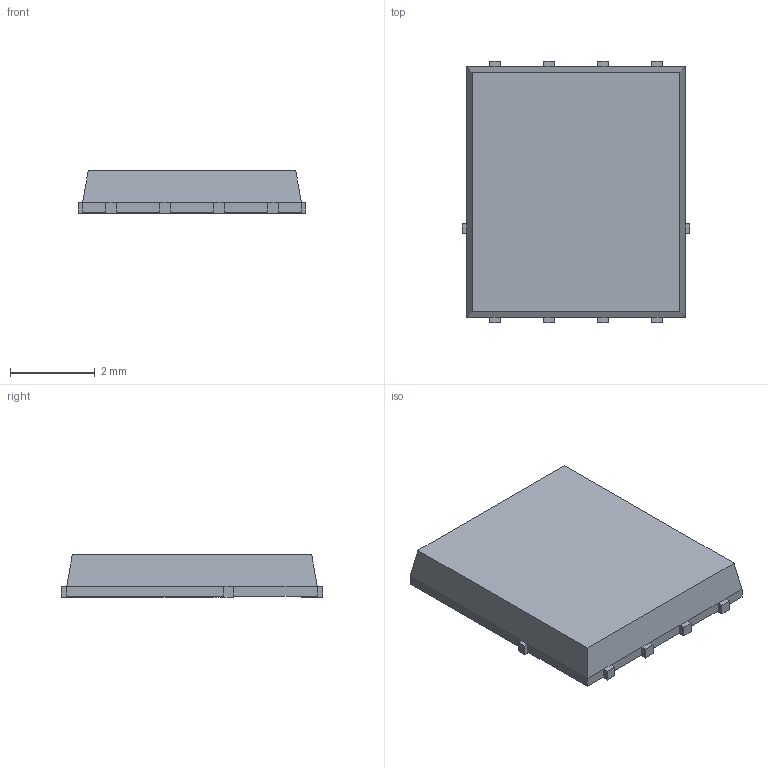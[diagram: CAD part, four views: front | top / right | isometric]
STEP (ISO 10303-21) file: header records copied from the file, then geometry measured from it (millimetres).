
FILE_DESCRIPTION(('FreeCAD Model'),'2;1');
FILE_NAME('Fusion.step','2017-03-07T11:36:19',( 'kicad StepUp'),('ksu MCAD'),'Open CASCADE STEP processor 6.8', 'FreeCAD','Unknown');
FILE_SCHEMA(('AUTOMOTIVE_DESIGN_CC2 { 1 2 10303 214 -1 1 5 4 }'));
Length unit declared in the file: millimetre
Products named in the file (2): ASSEMBLY; Fusion
Assembly tree (1 placements, depth 2):
  ASSEMBLY
    Fusion
Bounding box: 5.35 x 6.15 x 1 mm (x, y, z)
Volume: 29 mm3; surface area: 81.1 mm2
Topology: 1 solids, 1 shells, 94 faces, 252 edges, 160 vertices
Faces by surface type: plane 86, cylinder 8
Entity records: 3549 total; most frequent: CARTESIAN_POINT 508, ORIENTED_EDGE 504, DIRECTION 460, EDGE_CURVE 252, LINE 236, VECTOR 236, VERTEX_POINT 160, AXIS2_PLACEMENT_3D 112
